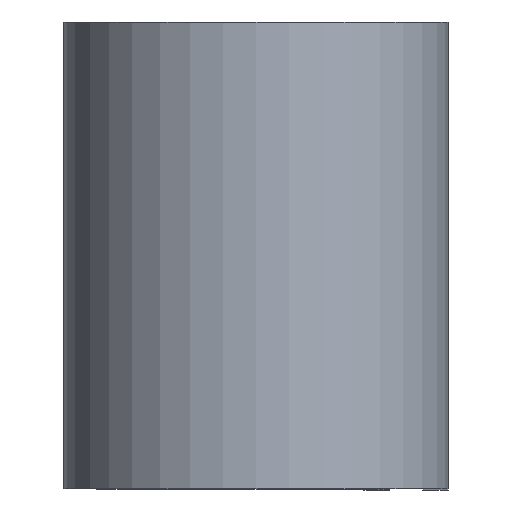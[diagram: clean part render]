
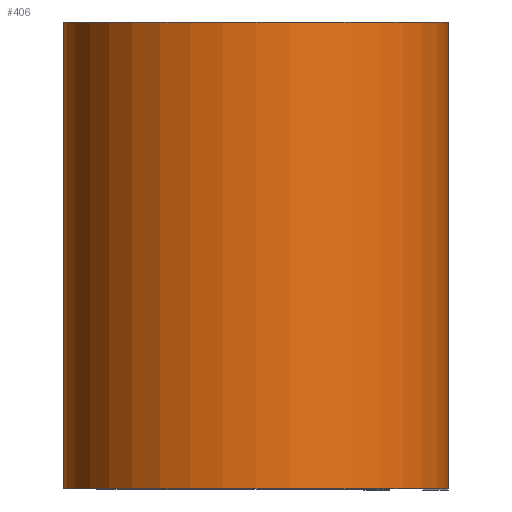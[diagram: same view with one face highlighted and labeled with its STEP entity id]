
A CAD part, top view. The second image highlights one B-rep face of the part: STEP entity #406.
In plain terms, the highlighted cylindrical face has radius 9.157 mm (diameter 18.313 mm), a partial arc.
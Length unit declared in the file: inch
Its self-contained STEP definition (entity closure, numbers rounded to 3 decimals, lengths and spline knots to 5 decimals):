
#17 = VERTEX_POINT ( 'NONE', #398 ) ;
#54 = DIRECTION ( 'NONE',  ( 0., -1., 0. ) ) ;
#62 = DIRECTION ( 'NONE',  ( 1., 0., 0. ) ) ;
#94 = VERTEX_POINT ( 'NONE', #371 ) ;
#101 = ORIENTED_EDGE ( 'NONE', *, *, #517, .T. ) ;
#132 = VERTEX_POINT ( 'NONE', #207 ) ;
#161 = CARTESIAN_POINT ( 'NONE',  ( 0.3605, 0.4375, 0. ) ) ;
#164 = ORIENTED_EDGE ( 'NONE', *, *, #199, .F. ) ;
#191 = CYLINDRICAL_SURFACE ( 'NONE', #450, 0.3605 ) ;
#199 = EDGE_CURVE ( 'NONE', #17, #592, #555, .T. ) ;
#207 = CARTESIAN_POINT ( 'NONE',  ( 0., -0.4375, -0.3605 ) ) ;
#221 = AXIS2_PLACEMENT_3D ( 'NONE', #273, #270, #229 ) ;
#229 = DIRECTION ( 'NONE',  ( 1., 0., 0. ) ) ;
#270 = DIRECTION ( 'NONE',  ( 0., 1., 0. ) ) ;
#273 = CARTESIAN_POINT ( 'NONE',  ( 0., 0.4375, 0. ) ) ;
#310 = VECTOR ( 'NONE', #574, 39.37008 ) ;
#371 = CARTESIAN_POINT ( 'NONE',  ( 0.3605, -0.4375, 0. ) ) ;
#398 = CARTESIAN_POINT ( 'NONE',  ( 0., 0.4375, -0.3605 ) ) ;
#406 = ADVANCED_FACE ( 'NONE', ( #459 ), #191, .T. ) ;
#411 = EDGE_LOOP ( 'NONE', ( #428, #530, #164, #101 ) ) ;
#415 = CARTESIAN_POINT ( 'NONE',  ( 0., -0.4375, 0. ) ) ;
#428 = ORIENTED_EDGE ( 'NONE', *, *, #617, .T. ) ;
#432 = LINE ( 'NONE', #570, #310 ) ;
#450 = AXIS2_PLACEMENT_3D ( 'NONE', #467, #478, #464 ) ;
#457 = EDGE_CURVE ( 'NONE', #592, #94, #432, .T. ) ;
#459 = FACE_OUTER_BOUND ( 'NONE', #411, .T. ) ;
#461 = CARTESIAN_POINT ( 'NONE',  ( 0., 0.4375, -0.3605 ) ) ;
#464 = DIRECTION ( 'NONE',  ( 0., 0., -1. ) ) ;
#465 = LINE ( 'NONE', #461, #611 ) ;
#467 = CARTESIAN_POINT ( 'NONE',  ( 0., 0.4375, 0. ) ) ;
#478 = DIRECTION ( 'NONE',  ( 0., -1., 0. ) ) ;
#497 = AXIS2_PLACEMENT_3D ( 'NONE', #415, #535, #62 ) ;
#517 = EDGE_CURVE ( 'NONE', #17, #132, #465, .T. ) ;
#530 = ORIENTED_EDGE ( 'NONE', *, *, #457, .F. ) ;
#535 = DIRECTION ( 'NONE',  ( 0., 1., 0. ) ) ;
#555 = CIRCLE ( 'NONE', #221, 0.3605 ) ;
#570 = CARTESIAN_POINT ( 'NONE',  ( 0.3605, 0.4375, 0. ) ) ;
#571 = CIRCLE ( 'NONE', #497, 0.3605 ) ;
#574 = DIRECTION ( 'NONE',  ( 0., -1., 0. ) ) ;
#592 = VERTEX_POINT ( 'NONE', #161 ) ;
#611 = VECTOR ( 'NONE', #54, 39.37008 ) ;
#617 = EDGE_CURVE ( 'NONE', #132, #94, #571, .T. ) ;
